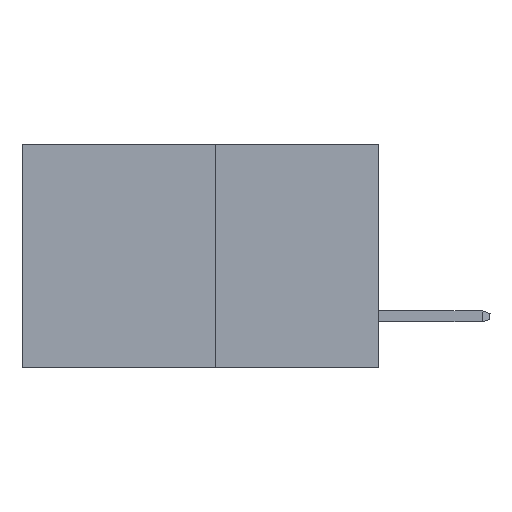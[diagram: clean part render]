
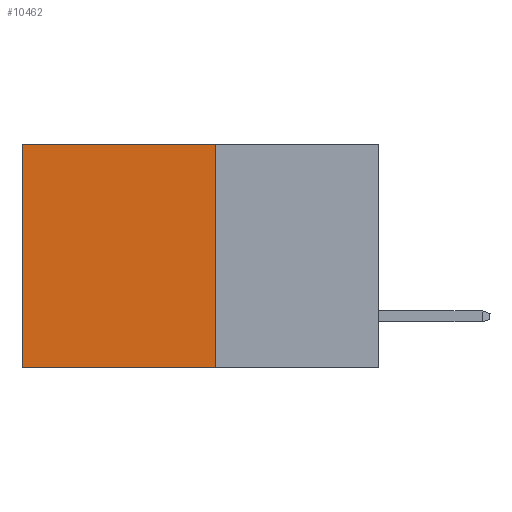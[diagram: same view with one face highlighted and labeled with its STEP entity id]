
A CAD part, left-side view. The second image highlights one B-rep face of the part: STEP entity #10462.
In plain terms, the highlighted planar face has unit normal (-1, 0, 0).
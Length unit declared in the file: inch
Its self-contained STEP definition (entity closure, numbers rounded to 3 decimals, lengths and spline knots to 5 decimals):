
#604 = CARTESIAN_POINT ( 'NONE',  ( 0.277, 0.27, 0. ) ) ;
#605 = VERTEX_POINT ( 'NONE', #1725 ) ;
#1383 = CARTESIAN_POINT ( 'NONE',  ( 0.277, 0.59, -0.37 ) ) ;
#1681 = LINE ( 'NONE', #604, #4093 ) ;
#1725 = CARTESIAN_POINT ( 'NONE',  ( 0.277, 0.27, -0.37 ) ) ;
#1726 = DIRECTION ( 'NONE',  ( 0., 1., 0. ) ) ;
#1877 = EDGE_CURVE ( 'NONE', #7053, #6400, #11689, .T. ) ;
#3185 = CARTESIAN_POINT ( 'NONE',  ( 0.277, 0.27, -0.37 ) ) ;
#3909 = ORIENTED_EDGE ( 'NONE', *, *, #12605, .T. ) ;
#4093 = VECTOR ( 'NONE', #1726, 39.37008 ) ;
#4227 = DIRECTION ( 'NONE',  ( 1., 0., 0. ) ) ;
#5929 = VECTOR ( 'NONE', #12445, 39.37008 ) ;
#6281 = ORIENTED_EDGE ( 'NONE', *, *, #6568, .F. ) ;
#6286 = EDGE_LOOP ( 'NONE', ( #8056, #8372, #6281, #3909 ) ) ;
#6400 = VERTEX_POINT ( 'NONE', #1383 ) ;
#6541 = VECTOR ( 'NONE', #10012, 39.37008 ) ;
#6568 = EDGE_CURVE ( 'NONE', #9976, #605, #11296, .T. ) ;
#6877 = LINE ( 'NONE', #10051, #6541 ) ;
#6919 = EDGE_CURVE ( 'NONE', #605, #6400, #6877, .T. ) ;
#7053 = VERTEX_POINT ( 'NONE', #9073 ) ;
#8056 = ORIENTED_EDGE ( 'NONE', *, *, #1877, .T. ) ;
#8372 = ORIENTED_EDGE ( 'NONE', *, *, #6919, .F. ) ;
#9064 = VECTOR ( 'NONE', #12515, 39.37008 ) ;
#9073 = CARTESIAN_POINT ( 'NONE',  ( 0.277, 0.59, 0. ) ) ;
#9292 = PLANE ( 'NONE',  #11023 ) ;
#9564 = CARTESIAN_POINT ( 'NONE',  ( 0.277, 0.27, 0. ) ) ;
#9976 = VERTEX_POINT ( 'NONE', #9564 ) ;
#10012 = DIRECTION ( 'NONE',  ( 0., 1., 0. ) ) ;
#10051 = CARTESIAN_POINT ( 'NONE',  ( 0.277, 0.27, -0.37 ) ) ;
#10462 = ADVANCED_FACE ( 'NONE', ( #10887 ), #9292, .F. ) ;
#10887 = FACE_OUTER_BOUND ( 'NONE', #6286, .T. ) ;
#11023 = AXIS2_PLACEMENT_3D ( 'NONE', #3185, #4227, #11292 ) ;
#11292 = DIRECTION ( 'NONE',  ( 0., 0., -1. ) ) ;
#11296 = LINE ( 'NONE', #12499, #5929 ) ;
#11476 = CARTESIAN_POINT ( 'NONE',  ( 0.277, 0.59, -0.37 ) ) ;
#11689 = LINE ( 'NONE', #11476, #9064 ) ;
#12445 = DIRECTION ( 'NONE',  ( 0., 0., -1. ) ) ;
#12499 = CARTESIAN_POINT ( 'NONE',  ( 0.277, 0.27, -0.37 ) ) ;
#12515 = DIRECTION ( 'NONE',  ( 0., 0., -1. ) ) ;
#12605 = EDGE_CURVE ( 'NONE', #9976, #7053, #1681, .T. ) ;
